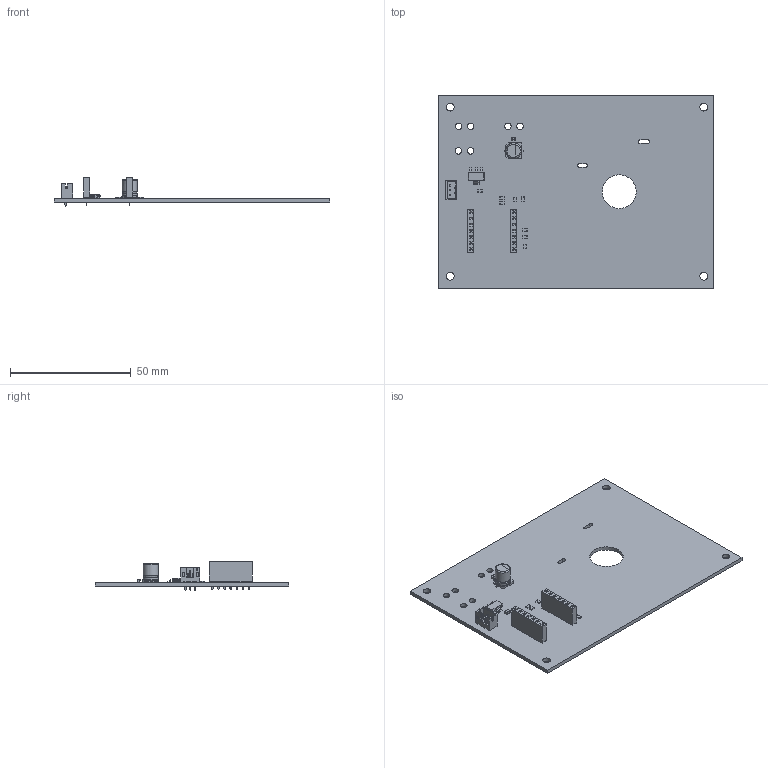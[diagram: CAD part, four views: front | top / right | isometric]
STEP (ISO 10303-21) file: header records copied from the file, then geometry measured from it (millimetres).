
FILE_DESCRIPTION(('KiCad electronic assembly'),'2;1');
FILE_NAME('AerospaceBigButton.step','2025-01-28T22:32:08',('Pcbnew'),( 'Kicad'),'Open CASCADE STEP processor 7.8','KiCad to STEP converter' ,'Unknown');
FILE_SCHEMA(('AUTOMOTIVE_DESIGN { 1 0 10303 214 1 1 1 1 }'));
Length unit declared in the file: millimetre
Products named in the file (14): AerospaceBigButton 1; R_0805_2012Metric; PinSocket_1x07_P2.54mm_Vertical; JST_PH_B3B-PH-K_1x03_P2.00mm_Vertical; JST_B3B_PH_K; SOT-223; SOT_223; C_0805_2012Metric; CP_Elec_6.3x7.7; CP_Elec_63x77; _autosave-AerospaceBigButton_PCB
Assembly tree (21 placements, depth 3):
  AerospaceBigButton 1
    R_0805_2012Metric  x7
      R_0805_2012Metric
    PinSocket_1x07_P2.54mm_Vertical  x2
      PinSocket_1x07_P2.54mm_Vertical
    JST_PH_B3B-PH-K_1x03_P2.00mm_Vertical
      JST_B3B_PH_K
    SOT-223
      SOT_223
    C_0805_2012Metric  x2
      C_0805_2012Metric
    CP_Elec_6.3x7.7
      CP_Elec_63x77
    _autosave-AerospaceBigButton_PCB
Bounding box: 114.18 x 80.24 x 11.9 mm (x, y, z)
Volume: 15387.6 mm3; surface area: 20789.1 mm2
Topology: 15 solids, 15 shells, 904 faces, 2369 edges, 1533 vertices
Faces by surface type: plane 741, cylinder 140, bspline 18, torus 4, revolution 1
Full cylindrical faces by diameter (mm): 0.75 x3, 1 x14, 2.7 x6, 3.2 x4, 6.3 x2, 14 x1
Entity records: 19965 total; most frequent: CARTESIAN_POINT 3073, ORIENTED_EDGE 2778, DIRECTION 2598, EDGE_CURVE 1389, LINE 1197, VECTOR 1197, VERTEX_POINT 897, AXIS2_PLACEMENT_3D 700
